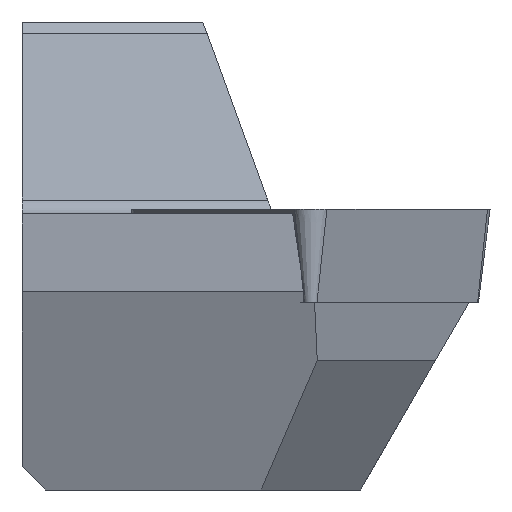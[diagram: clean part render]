
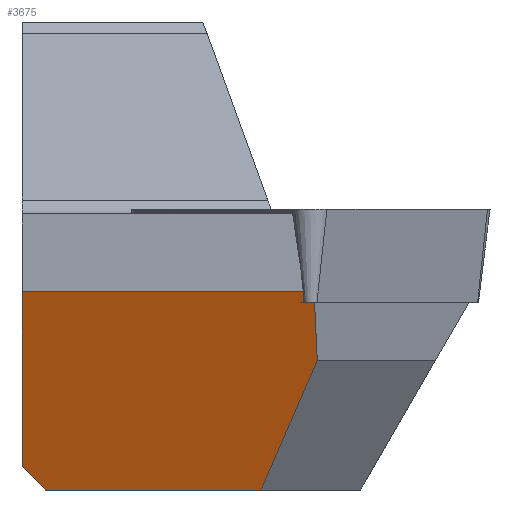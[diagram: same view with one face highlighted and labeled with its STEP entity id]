
A CAD part, left-side view. The second image highlights one B-rep face of the part: STEP entity #3675.
In plain terms, the highlighted planar face has unit normal (-0.936, 0.082, -0.342).
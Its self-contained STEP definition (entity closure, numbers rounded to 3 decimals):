
#42 = CARTESIAN_POINT ( 'NONE',  ( 0.54, 7.936, -3.531 ) ) ;
#58 = EDGE_CURVE ( 'NONE', #3951, #2107, #718, .T. ) ;
#120 = CARTESIAN_POINT ( 'NONE',  ( 1.596, 20., -3.531 ) ) ;
#126 = LINE ( 'NONE', #2482, #2795 ) ;
#181 = CARTESIAN_POINT ( 'NONE',  ( 8.722, 99.619, -3.97 ) ) ;
#186 = DIRECTION ( 'NONE',  ( -0.193, 0.694, 0.694 ) ) ;
#200 = VECTOR ( 'NONE', #2925, 1000. ) ;
#302 = FACE_OUTER_BOUND ( 'NONE', #3205, .T. ) ;
#506 = DIRECTION ( 'NONE',  ( -0.343, 0., 0.939 ) ) ;
#544 = DIRECTION ( 'NONE',  ( 0.343, 0., -0.939 ) ) ;
#551 = VERTEX_POINT ( 'NONE', #120 ) ;
#568 = CARTESIAN_POINT ( 'NONE',  ( -5.887, 56.748, 25.748 ) ) ;
#641 = VERTEX_POINT ( 'NONE', #2919 ) ;
#718 = LINE ( 'NONE', #568, #3302 ) ;
#781 = ORIENTED_EDGE ( 'NONE', *, *, #58, .F. ) ;
#830 = ORIENTED_EDGE ( 'NONE', *, *, #2426, .F. ) ;
#933 = EDGE_CURVE ( 'NONE', #641, #3951, #1579, .T. ) ;
#953 = ORIENTED_EDGE ( 'NONE', *, *, #933, .F. ) ;
#1034 = EDGE_CURVE ( 'NONE', #551, #2105, #2280, .T. ) ;
#1238 = PLANE ( 'NONE',  #4497 ) ;
#1284 = VECTOR ( 'NONE', #4501, 1000. ) ;
#1390 = CARTESIAN_POINT ( 'NONE',  ( 0.23, 7.553, -2.774 ) ) ;
#1407 = CARTESIAN_POINT ( 'NONE',  ( 4.325, 20., -11. ) ) ;
#1409 = LINE ( 'NONE', #4327, #3357 ) ;
#1443 = LINE ( 'NONE', #3573, #1723 ) ;
#1530 = VECTOR ( 'NONE', #3491, 1000. ) ;
#1579 = LINE ( 'NONE', #1918, #200 ) ;
#1723 = VECTOR ( 'NONE', #4311, 1000. ) ;
#1762 = DIRECTION ( 'NONE',  ( 0.347, 0.373, -0.86 ) ) ;
#1793 = CARTESIAN_POINT ( 'NONE',  ( 0.006, -0.001, -3.97 ) ) ;
#1805 = DIRECTION ( 'NONE',  ( 0.087, 0.996, 0. ) ) ;
#1918 = CARTESIAN_POINT ( 'NONE',  ( 11.633, 99.364, -12. ) ) ;
#2089 = LINE ( 'NONE', #1390, #1284 ) ;
#2095 = ORIENTED_EDGE ( 'NONE', *, *, #4368, .F. ) ;
#2105 = VERTEX_POINT ( 'NONE', #42 ) ;
#2107 = VERTEX_POINT ( 'NONE', #1407 ) ;
#2135 = ORIENTED_EDGE ( 'NONE', *, *, #4150, .F. ) ;
#2137 = EDGE_CURVE ( 'NONE', #2876, #2408, #3032, .T. ) ;
#2280 = LINE ( 'NONE', #2458, #1530 ) ;
#2376 = ORIENTED_EDGE ( 'NONE', *, *, #2137, .T. ) ;
#2408 = VERTEX_POINT ( 'NONE', #3627 ) ;
#2426 = EDGE_CURVE ( 'NONE', #2107, #551, #1409, .T. ) ;
#2458 = CARTESIAN_POINT ( 'NONE',  ( 8.563, 99.633, -3.531 ) ) ;
#2482 = CARTESIAN_POINT ( 'NONE',  ( 16.343, 23.276, -43.109 ) ) ;
#2506 = ORIENTED_EDGE ( 'NONE', *, *, #1034, .F. ) ;
#2612 = DIRECTION ( 'NONE',  ( 0.936, -0.082, 0.342 ) ) ;
#2795 = VECTOR ( 'NONE', #1762, 1000. ) ;
#2876 = VERTEX_POINT ( 'NONE', #4453 ) ;
#2919 = CARTESIAN_POINT ( 'NONE',  ( 3.796, 9.781, -12. ) ) ;
#2925 = DIRECTION ( 'NONE',  ( 0.087, 0.996, 0. ) ) ;
#3024 = ORIENTED_EDGE ( 'NONE', *, *, #3352, .T. ) ;
#3032 = LINE ( 'NONE', #1793, #3237 ) ;
#3205 = EDGE_LOOP ( 'NONE', ( #2376, #3024, #2506, #830, #781, #953, #2095, #2135 ) ) ;
#3237 = VECTOR ( 'NONE', #1805, 1000. ) ;
#3302 = VECTOR ( 'NONE', #186, 1000. ) ;
#3352 = EDGE_CURVE ( 'NONE', #2408, #2105, #1443, .T. ) ;
#3356 = CARTESIAN_POINT ( 'NONE',  ( 1.566, 7.382, -6.47 ) ) ;
#3357 = VECTOR ( 'NONE', #506, 1000. ) ;
#3491 = DIRECTION ( 'NONE',  ( -0.087, -0.996, 0. ) ) ;
#3573 = CARTESIAN_POINT ( 'NONE',  ( 1.146, 8.055, -5.16 ) ) ;
#3627 = CARTESIAN_POINT ( 'NONE',  ( 0.704, 7.968, -3.97 ) ) ;
#3675 = ADVANCED_FACE ( 'NONE', ( #302 ), #1238, .F. ) ;
#3951 = VERTEX_POINT ( 'NONE', #4350 ) ;
#4104 = VERTEX_POINT ( 'NONE', #3356 ) ;
#4150 = EDGE_CURVE ( 'NONE', #2876, #4104, #2089, .T. ) ;
#4311 = DIRECTION ( 'NONE',  ( -0.348, -0.068, 0.935 ) ) ;
#4327 = CARTESIAN_POINT ( 'NONE',  ( 2.576, 20., -6.215 ) ) ;
#4350 = CARTESIAN_POINT ( 'NONE',  ( 4.603, 19., -12. ) ) ;
#4368 = EDGE_CURVE ( 'NONE', #4104, #641, #126, .T. ) ;
#4453 = CARTESIAN_POINT ( 'NONE',  ( 0.662, 7.497, -3.97 ) ) ;
#4497 = AXIS2_PLACEMENT_3D ( 'NONE', #181, #2612, #544 ) ;
#4501 = DIRECTION ( 'NONE',  ( 0.339, -0.044, -0.94 ) ) ;
